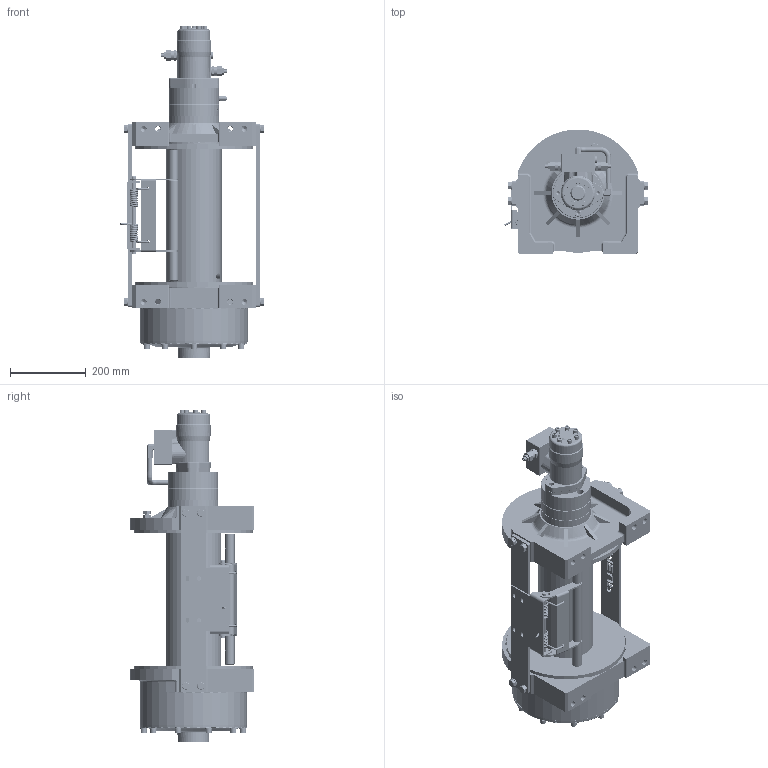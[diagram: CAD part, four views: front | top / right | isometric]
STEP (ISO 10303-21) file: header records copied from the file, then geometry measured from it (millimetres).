
FILE_DESCRIPTION(/* description */ (''),/* implementation_level */ '2;1');
FILE_NAME(/* name */ '642-823_ComeUp_Bison-20-BT.stp',/* time_stamp */ '2018-01-10T08:42:30+01:00',/* author */ ('lang1ph'),/* organization */ (''),/* preprocessor_version */ 'ST-DEVELOPER v17',/* originating_system */ 'Autodesk Inventor 2018',/* authorisation */ '');
FILE_SCHEMA (('AUTOMOTIVE_DESIGN { 1 0 10303 214 3 1 1 }'));
Products named in the file (1): Bison 20-LD_Shrinkwrap_1
Bounding box: 380.45 x 328.93 x 877.1 mm (x, y, z)
Volume: 14676989.3 mm3; surface area: 2199175.8 mm2
Topology: 2 solids, 2 shells, 3473 faces, 9846 edges, 6499 vertices
Faces by surface type: cylinder 1599, plane 1292, bspline 282, cone 226, torus 72, sphere 2
Full cylindrical faces by diameter (mm): 3 x1, 3.242 x96, 3.3 x42, 4 x49, 4.8 x2, 4.9 x3, 4.95 x3, 5 x6, 6.4 x4, 6.5 x1, 6.65 x40, 6.8 x1, 7 x6, 8 x44, 8.3 x2, 8.5 x4, 8.6 x1, 9 x6, 9.8 x2, 10 x10, 10.106 x128, 10.2 x61, 11 x10, 11.125 x2, 11.5 x2, 12 x71, 12.4 x6, 12.5 x1, 12.6 x1, 12.8 x7
Entity records: 182373 total; most frequent: CARTESIAN_POINT 93881, ORIENTED_EDGE 19614, DIRECTION 17581, EDGE_CURVE 9807, AXIS2_PLACEMENT_3D 6694, VERTEX_POINT 6499, LINE 4193, VECTOR 4193
